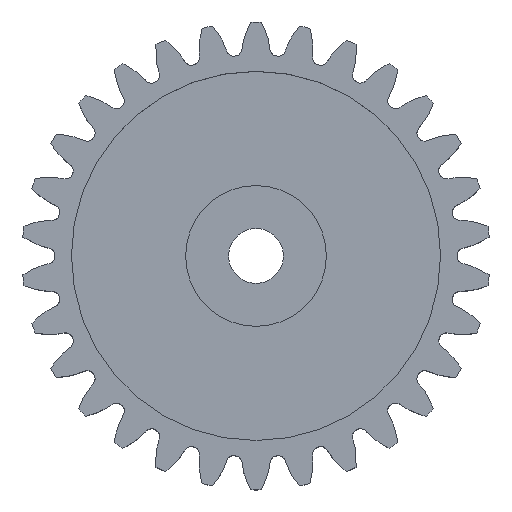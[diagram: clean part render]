
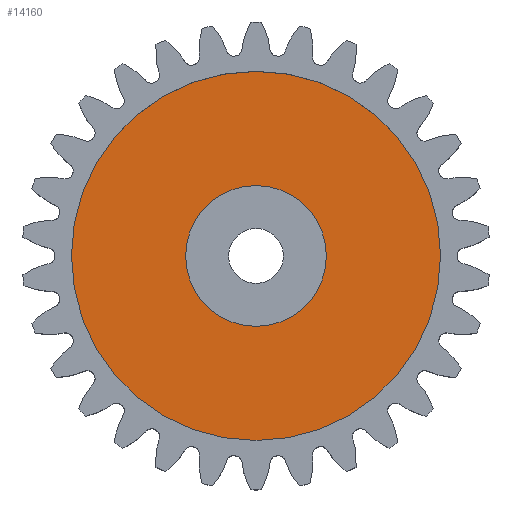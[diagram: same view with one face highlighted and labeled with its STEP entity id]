
A CAD part, top view. The second image highlights one B-rep face of the part: STEP entity #14160.
In plain terms, the highlighted planar face has unit normal (0, 0, 1).
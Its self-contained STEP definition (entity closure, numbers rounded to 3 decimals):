
#454 = EDGE_CURVE ( 'NONE', #681, #12199, #13151, .T. ) ;
#681 = VERTEX_POINT ( 'NONE', #4279 ) ;
#1132 = CIRCLE ( 'NONE', #12946, 3.85 ) ;
#1666 = ORIENTED_EDGE ( 'NONE', *, *, #7172, .T. ) ;
#1858 = CARTESIAN_POINT ( 'NONE',  ( 0., 0., 3.875 ) ) ;
#2104 = DIRECTION ( 'NONE',  ( 0., 0., 1. ) ) ;
#2372 = DIRECTION ( 'NONE',  ( 1., 0., 0. ) ) ;
#2528 = AXIS2_PLACEMENT_3D ( 'NONE', #1858, #10705, #9693 ) ;
#2602 = DIRECTION ( 'NONE',  ( 0., 0., -1. ) ) ;
#3340 = DIRECTION ( 'NONE',  ( 0., 0., -1. ) ) ;
#4134 = ORIENTED_EDGE ( 'NONE', *, *, #4179, .T. ) ;
#4179 = EDGE_CURVE ( 'NONE', #13271, #9337, #13154, .T. ) ;
#4279 = CARTESIAN_POINT ( 'NONE',  ( 10.1, 0., 3.875 ) ) ;
#4491 = EDGE_CURVE ( 'NONE', #12199, #681, #7804, .T. ) ;
#4535 = CARTESIAN_POINT ( 'NONE',  ( 0., 0., 3.875 ) ) ;
#5019 = EDGE_LOOP ( 'NONE', ( #9274, #6357 ) ) ;
#5493 = FACE_OUTER_BOUND ( 'NONE', #5019, .T. ) ;
#5991 = EDGE_LOOP ( 'NONE', ( #1666, #4134 ) ) ;
#6357 = ORIENTED_EDGE ( 'NONE', *, *, #4491, .F. ) ;
#6600 = PLANE ( 'NONE',  #7652 ) ;
#6870 = CARTESIAN_POINT ( 'NONE',  ( -10.1, 0., 3.875 ) ) ;
#7172 = EDGE_CURVE ( 'NONE', #9337, #13271, #1132, .T. ) ;
#7652 = AXIS2_PLACEMENT_3D ( 'NONE', #8757, #2104, #9845 ) ;
#7729 = AXIS2_PLACEMENT_3D ( 'NONE', #13328, #3340, #8815 ) ;
#7804 = CIRCLE ( 'NONE', #2528, 10.1 ) ;
#8268 = FACE_BOUND ( 'NONE', #5991, .T. ) ;
#8757 = CARTESIAN_POINT ( 'NONE',  ( 0., 0., 3.875 ) ) ;
#8815 = DIRECTION ( 'NONE',  ( 1., 0., 0. ) ) ;
#9228 = CARTESIAN_POINT ( 'NONE',  ( 0., 0., 3.875 ) ) ;
#9274 = ORIENTED_EDGE ( 'NONE', *, *, #454, .F. ) ;
#9337 = VERTEX_POINT ( 'NONE', #10737 ) ;
#9693 = DIRECTION ( 'NONE',  ( 1., 0., 0. ) ) ;
#9845 = DIRECTION ( 'NONE',  ( 1., 0., 0. ) ) ;
#10705 = DIRECTION ( 'NONE',  ( 0., 0., -1. ) ) ;
#10737 = CARTESIAN_POINT ( 'NONE',  ( 3.85, 0., 3.875 ) ) ;
#10760 = CARTESIAN_POINT ( 'NONE',  ( -3.85, 0., 3.875 ) ) ;
#12199 = VERTEX_POINT ( 'NONE', #6870 ) ;
#12238 = DIRECTION ( 'NONE',  ( 0., 0., -1. ) ) ;
#12298 = AXIS2_PLACEMENT_3D ( 'NONE', #4535, #12238, #2372 ) ;
#12600 = DIRECTION ( 'NONE',  ( 1., 0., 0. ) ) ;
#12946 = AXIS2_PLACEMENT_3D ( 'NONE', #9228, #2602, #12600 ) ;
#13151 = CIRCLE ( 'NONE', #12298, 10.1 ) ;
#13154 = CIRCLE ( 'NONE', #7729, 3.85 ) ;
#13271 = VERTEX_POINT ( 'NONE', #10760 ) ;
#13328 = CARTESIAN_POINT ( 'NONE',  ( 0., 0., 3.875 ) ) ;
#14160 = ADVANCED_FACE ( 'NONE', ( #5493, #8268 ), #6600, .T. ) ;
